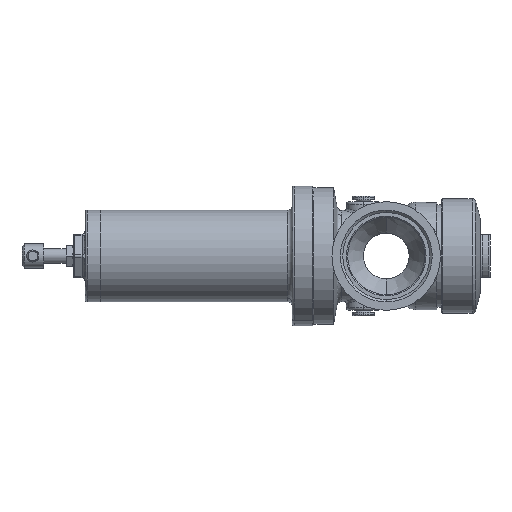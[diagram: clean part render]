
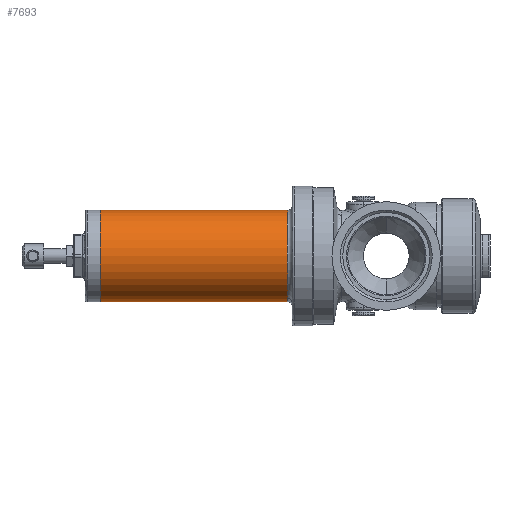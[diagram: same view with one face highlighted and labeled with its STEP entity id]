
A CAD part, left-side view. The second image highlights one B-rep face of the part: STEP entity #7693.
In plain terms, the highlighted cylindrical face has radius 38 mm (diameter 76 mm), a partial arc.
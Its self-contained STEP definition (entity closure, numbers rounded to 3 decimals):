
#155 = EDGE_CURVE ( 'NONE', #14366, #9330, #9240, .T. ) ;
#751 = DIRECTION ( 'NONE',  ( 0., -1., 0. ) ) ;
#1110 = ORIENTED_EDGE ( 'NONE', *, *, #9535, .F. ) ;
#2367 = DIRECTION ( 'NONE',  ( 0., -1., 0. ) ) ;
#2775 = EDGE_LOOP ( 'NONE', ( #9065, #4645, #6292, #1110 ) ) ;
#2839 = CARTESIAN_POINT ( 'NONE',  ( 0., 78.501, -38. ) ) ;
#4113 = AXIS2_PLACEMENT_3D ( 'NONE', #12472, #4157, #13880 ) ;
#4157 = DIRECTION ( 'NONE',  ( 0., 1., 0. ) ) ;
#4645 = ORIENTED_EDGE ( 'NONE', *, *, #13468, .T. ) ;
#6292 = ORIENTED_EDGE ( 'NONE', *, *, #10569, .T. ) ;
#6298 = LINE ( 'NONE', #16061, #17460 ) ;
#7693 = ADVANCED_FACE ( 'NONE', ( #14850 ), #14426, .T. ) ;
#8132 = CARTESIAN_POINT ( 'NONE',  ( 0., 238.501, 0. ) ) ;
#9065 = ORIENTED_EDGE ( 'NONE', *, *, #155, .T. ) ;
#9240 = CIRCLE ( 'NONE', #13637, 38. ) ;
#9330 = VERTEX_POINT ( 'NONE', #18116 ) ;
#9535 = EDGE_CURVE ( 'NONE', #14366, #13938, #6298, .T. ) ;
#10569 = EDGE_CURVE ( 'NONE', #15513, #13938, #15919, .T. ) ;
#10948 = DIRECTION ( 'NONE',  ( 0., -1., 0. ) ) ;
#11220 = CARTESIAN_POINT ( 'NONE',  ( 0., 237.001, 38. ) ) ;
#12472 = CARTESIAN_POINT ( 'NONE',  ( 0., 78.501, 0. ) ) ;
#12841 = DIRECTION ( 'NONE',  ( 0., 0., -1. ) ) ;
#13468 = EDGE_CURVE ( 'NONE', #9330, #15513, #14082, .T. ) ;
#13637 = AXIS2_PLACEMENT_3D ( 'NONE', #16028, #2367, #12841 ) ;
#13650 = VECTOR ( 'NONE', #14468, 1000. ) ;
#13880 = DIRECTION ( 'NONE',  ( 0., 0., -1. ) ) ;
#13938 = VERTEX_POINT ( 'NONE', #17200 ) ;
#14082 = LINE ( 'NONE', #15884, #13650 ) ;
#14366 = VERTEX_POINT ( 'NONE', #11220 ) ;
#14426 = CYLINDRICAL_SURFACE ( 'NONE', #17277, 38. ) ;
#14468 = DIRECTION ( 'NONE',  ( 0., -1., 0. ) ) ;
#14850 = FACE_OUTER_BOUND ( 'NONE', #2775, .T. ) ;
#15513 = VERTEX_POINT ( 'NONE', #2839 ) ;
#15884 = CARTESIAN_POINT ( 'NONE',  ( 0., 238.501, -38. ) ) ;
#15919 = CIRCLE ( 'NONE', #4113, 38. ) ;
#16028 = CARTESIAN_POINT ( 'NONE',  ( 0., 237.001, 0. ) ) ;
#16061 = CARTESIAN_POINT ( 'NONE',  ( 0., 238.501, 38. ) ) ;
#17200 = CARTESIAN_POINT ( 'NONE',  ( 0., 78.501, 38. ) ) ;
#17277 = AXIS2_PLACEMENT_3D ( 'NONE', #8132, #10948, #17857 ) ;
#17460 = VECTOR ( 'NONE', #751, 1000. ) ;
#17857 = DIRECTION ( 'NONE',  ( 0., 0., 1. ) ) ;
#18116 = CARTESIAN_POINT ( 'NONE',  ( 0., 237.001, -38. ) ) ;
